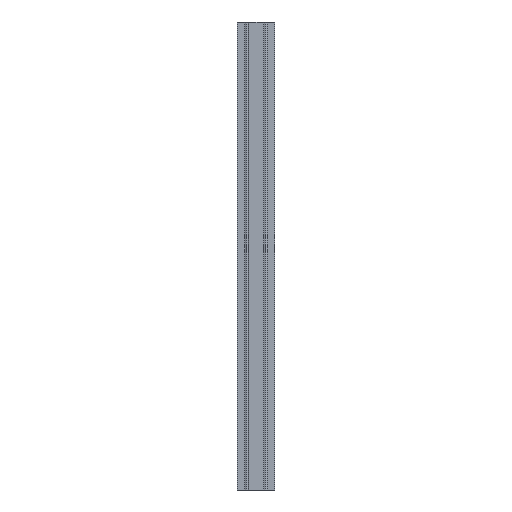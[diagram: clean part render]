
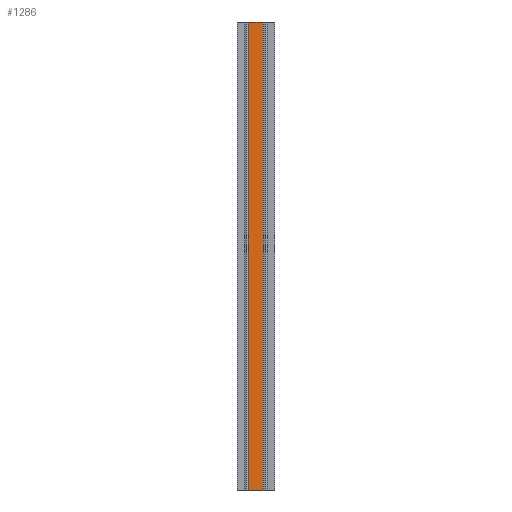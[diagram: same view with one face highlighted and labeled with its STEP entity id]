
A CAD part, left-side view. The second image highlights one B-rep face of the part: STEP entity #1286.
In plain terms, the highlighted planar face has unit normal (-1, 0, 0).
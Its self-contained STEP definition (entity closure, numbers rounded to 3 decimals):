
#38 = VERTEX_POINT ( 'NONE', #3696 ) ;
#63 = ORIENTED_EDGE ( 'NONE', *, *, #1413, .F. ) ;
#411 = CARTESIAN_POINT ( 'NONE',  ( -20., -15.9, 1000. ) ) ;
#419 = DIRECTION ( 'NONE',  ( 1., 0., 0. ) ) ;
#809 = AXIS2_PLACEMENT_3D ( 'NONE', #2748, #419, #1226 ) ;
#911 = FACE_OUTER_BOUND ( 'NONE', #969, .T. ) ;
#969 = EDGE_LOOP ( 'NONE', ( #2668, #63, #2049, #3256 ) ) ;
#998 = DIRECTION ( 'NONE',  ( 0., -1., 0. ) ) ;
#1226 = DIRECTION ( 'NONE',  ( 0., 0., -1. ) ) ;
#1286 = ADVANCED_FACE ( 'NONE', ( #911 ), #4551, .F. ) ;
#1338 = CARTESIAN_POINT ( 'NONE',  ( -20., 0., 0. ) ) ;
#1413 = EDGE_CURVE ( 'NONE', #3281, #3409, #4626, .T. ) ;
#1435 = VECTOR ( 'NONE', #2472, 1000. ) ;
#1445 = LINE ( 'NONE', #3668, #2046 ) ;
#1794 = DIRECTION ( 'NONE',  ( 0., -1., 0. ) ) ;
#2015 = LINE ( 'NONE', #4578, #4667 ) ;
#2046 = VECTOR ( 'NONE', #1794, 1000. ) ;
#2049 = ORIENTED_EDGE ( 'NONE', *, *, #2876, .F. ) ;
#2356 = EDGE_CURVE ( 'NONE', #38, #3409, #3538, .T. ) ;
#2450 = CARTESIAN_POINT ( 'NONE',  ( -20., -15.9, 1000. ) ) ;
#2472 = DIRECTION ( 'NONE',  ( 0., 0., -1. ) ) ;
#2536 = VERTEX_POINT ( 'NONE', #4468 ) ;
#2570 = EDGE_CURVE ( 'NONE', #2536, #38, #2015, .T. ) ;
#2668 = ORIENTED_EDGE ( 'NONE', *, *, #2356, .T. ) ;
#2748 = CARTESIAN_POINT ( 'NONE',  ( -20., 0., 1000. ) ) ;
#2876 = EDGE_CURVE ( 'NONE', #2536, #3281, #1445, .T. ) ;
#3256 = ORIENTED_EDGE ( 'NONE', *, *, #2570, .T. ) ;
#3281 = VERTEX_POINT ( 'NONE', #411 ) ;
#3409 = VERTEX_POINT ( 'NONE', #4206 ) ;
#3506 = DIRECTION ( 'NONE',  ( 0., 0., -1. ) ) ;
#3538 = LINE ( 'NONE', #1338, #4586 ) ;
#3668 = CARTESIAN_POINT ( 'NONE',  ( -20., 0., 1000. ) ) ;
#3696 = CARTESIAN_POINT ( 'NONE',  ( -20., 15.9, 0. ) ) ;
#4206 = CARTESIAN_POINT ( 'NONE',  ( -20., -15.9, 0. ) ) ;
#4468 = CARTESIAN_POINT ( 'NONE',  ( -20., 15.9, 1000. ) ) ;
#4551 = PLANE ( 'NONE',  #809 ) ;
#4578 = CARTESIAN_POINT ( 'NONE',  ( -20., 15.9, 1000. ) ) ;
#4586 = VECTOR ( 'NONE', #998, 1000. ) ;
#4626 = LINE ( 'NONE', #2450, #1435 ) ;
#4667 = VECTOR ( 'NONE', #3506, 1000. ) ;
